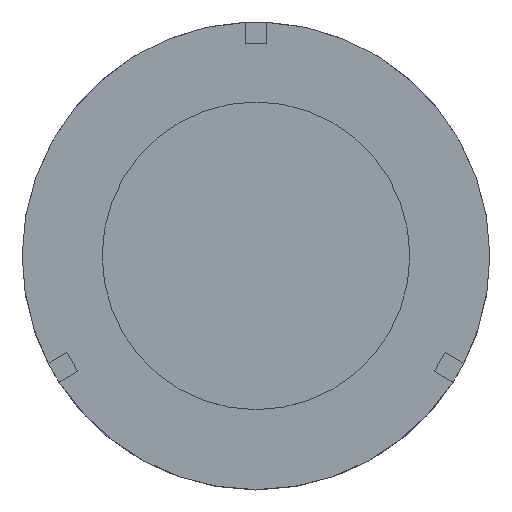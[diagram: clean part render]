
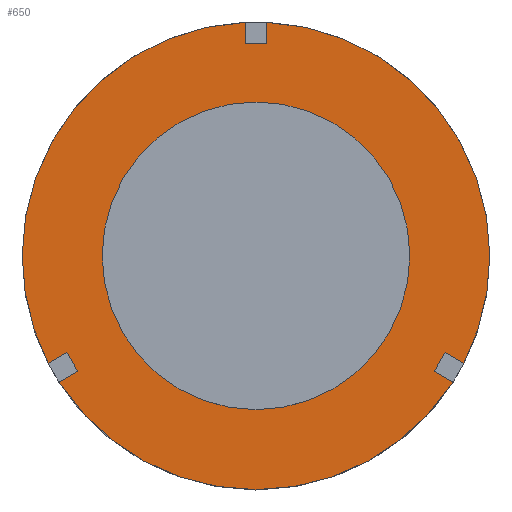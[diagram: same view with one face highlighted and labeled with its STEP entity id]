
A CAD part, top view. The second image highlights one B-rep face of the part: STEP entity #650.
In plain terms, the highlighted planar face has unit normal (0, 0, 1).
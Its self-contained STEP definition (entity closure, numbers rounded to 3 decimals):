
#11 = DIRECTION ( 'NONE',  ( 1., 0., 0. ) ) ;
#13 = EDGE_CURVE ( 'NONE', #631, #334, #946, .T. ) ;
#27 = CARTESIAN_POINT ( 'NONE',  ( 0., 0., 194.5 ) ) ;
#33 = CARTESIAN_POINT ( 'NONE',  ( -81.937, -53.08, 194.5 ) ) ;
#35 = ORIENTED_EDGE ( 'NONE', *, *, #92, .T. ) ;
#36 = VERTEX_POINT ( 'NONE', #490 ) ;
#39 = VECTOR ( 'NONE', #1096, 1000. ) ;
#41 = EDGE_CURVE ( 'NONE', #36, #788, #708, .T. ) ;
#62 = DIRECTION ( 'NONE',  ( 1., 0., 0. ) ) ;
#75 = CIRCLE ( 'NONE', #908, 70.725 ) ;
#92 = EDGE_CURVE ( 'NONE', #884, #517, #1042, .T. ) ;
#93 = CARTESIAN_POINT ( 'NONE',  ( -70.725, 0., 194.5 ) ) ;
#103 = CARTESIAN_POINT ( 'NONE',  ( 107.5, 0., 194.5 ) ) ;
#117 = VERTEX_POINT ( 'NONE', #421 ) ;
#118 = CARTESIAN_POINT ( 'NONE',  ( 0., 0., 194.5 ) ) ;
#129 = AXIS2_PLACEMENT_3D ( 'NONE', #676, #686, #937 ) ;
#134 = CARTESIAN_POINT ( 'NONE',  ( -5., 97.5, 194.5 ) ) ;
#139 = LINE ( 'NONE', #1006, #549 ) ;
#157 = CARTESIAN_POINT ( 'NONE',  ( 70.725, 0., 194.5 ) ) ;
#161 = VECTOR ( 'NONE', #659, 1000. ) ;
#167 = ORIENTED_EDGE ( 'NONE', *, *, #584, .F. ) ;
#168 = VERTEX_POINT ( 'NONE', #468 ) ;
#178 = DIRECTION ( 'NONE',  ( 1., 0., 0. ) ) ;
#181 = ORIENTED_EDGE ( 'NONE', *, *, #918, .T. ) ;
#206 = DIRECTION ( 'NONE',  ( 0., 1., 0. ) ) ;
#213 = LINE ( 'NONE', #228, #1094 ) ;
#227 = ORIENTED_EDGE ( 'NONE', *, *, #13, .F. ) ;
#228 = CARTESIAN_POINT ( 'NONE',  ( -81.937, -53.08, 194.5 ) ) ;
#229 = DIRECTION ( 'NONE',  ( 0., 0., 1. ) ) ;
#248 = CARTESIAN_POINT ( 'NONE',  ( -95.497, -49.362, 194.5 ) ) ;
#259 = VECTOR ( 'NONE', #343, 1000. ) ;
#264 = DIRECTION ( 'NONE',  ( 0., 0., 1. ) ) ;
#275 = CARTESIAN_POINT ( 'NONE',  ( -5., 107.384, 194.5 ) ) ;
#276 = EDGE_CURVE ( 'NONE', #783, #741, #589, .T. ) ;
#279 = CIRCLE ( 'NONE', #333, 107.5 ) ;
#314 = CARTESIAN_POINT ( 'NONE',  ( 0., 0., 194.5 ) ) ;
#326 = EDGE_CURVE ( 'NONE', #552, #117, #1029, .T. ) ;
#333 = AXIS2_PLACEMENT_3D ( 'NONE', #118, #979, #62 ) ;
#334 = VERTEX_POINT ( 'NONE', #1019 ) ;
#335 = DIRECTION ( 'NONE',  ( 0., 0., 1. ) ) ;
#343 = DIRECTION ( 'NONE',  ( -0.866, 0.5, 0. ) ) ;
#344 = EDGE_CURVE ( 'NONE', #117, #478, #780, .T. ) ;
#379 = CARTESIAN_POINT ( 'NONE',  ( 5., 107.384, 194.5 ) ) ;
#385 = DIRECTION ( 'NONE',  ( 0., 0., 1. ) ) ;
#400 = DIRECTION ( 'NONE',  ( 1., 0., 0. ) ) ;
#421 = CARTESIAN_POINT ( 'NONE',  ( 81.937, -53.08, 194.5 ) ) ;
#425 = FACE_OUTER_BOUND ( 'NONE', #653, .T. ) ;
#427 = CARTESIAN_POINT ( 'NONE',  ( 81.937, -53.08, 194.5 ) ) ;
#449 = EDGE_CURVE ( 'NONE', #461, #478, #793, .T. ) ;
#461 = VERTEX_POINT ( 'NONE', #624 ) ;
#468 = CARTESIAN_POINT ( 'NONE',  ( 95.497, -49.362, 194.5 ) ) ;
#478 = VERTEX_POINT ( 'NONE', #1087 ) ;
#482 = ORIENTED_EDGE ( 'NONE', *, *, #860, .F. ) ;
#490 = CARTESIAN_POINT ( 'NONE',  ( -81.937, -53.08, 194.5 ) ) ;
#502 = EDGE_CURVE ( 'NONE', #788, #991, #139, .T. ) ;
#509 = CARTESIAN_POINT ( 'NONE',  ( -5., 0., 194.5 ) ) ;
#517 = VERTEX_POINT ( 'NONE', #379 ) ;
#521 = CARTESIAN_POINT ( 'NONE',  ( 0., 0., 194.5 ) ) ;
#525 = CARTESIAN_POINT ( 'NONE',  ( 86.937, -44.42, 194.5 ) ) ;
#527 = ORIENTED_EDGE ( 'NONE', *, *, #1010, .F. ) ;
#528 = VECTOR ( 'NONE', #206, 1000. ) ;
#535 = LINE ( 'NONE', #509, #39 ) ;
#549 = VECTOR ( 'NONE', #998, 1000. ) ;
#552 = VERTEX_POINT ( 'NONE', #887 ) ;
#559 = CARTESIAN_POINT ( 'NONE',  ( 86.937, -44.42, 194.5 ) ) ;
#578 = ORIENTED_EDGE ( 'NONE', *, *, #953, .T. ) ;
#583 = AXIS2_PLACEMENT_3D ( 'NONE', #157, #987, #862 ) ;
#584 = EDGE_CURVE ( 'NONE', #1086, #951, #1064, .T. ) ;
#589 = CIRCLE ( 'NONE', #1081, 107.5 ) ;
#612 = DIRECTION ( 'NONE',  ( 1., 0., 0. ) ) ;
#614 = ORIENTED_EDGE ( 'NONE', *, *, #276, .T. ) ;
#624 = CARTESIAN_POINT ( 'NONE',  ( -90.497, -58.022, 194.5 ) ) ;
#626 = CARTESIAN_POINT ( 'NONE',  ( -107.5, 0., 194.5 ) ) ;
#631 = VERTEX_POINT ( 'NONE', #134 ) ;
#639 = DIRECTION ( 'NONE',  ( 0.866, 0.5, 0. ) ) ;
#643 = ORIENTED_EDGE ( 'NONE', *, *, #326, .F. ) ;
#650 = ADVANCED_FACE ( 'NONE', ( #679, #425 ), #1098, .T. ) ;
#652 = AXIS2_PLACEMENT_3D ( 'NONE', #314, #335, #11 ) ;
#653 = EDGE_LOOP ( 'NONE', ( #643, #527, #181, #35, #886, #227, #578, #614, #1077, #808, #976, #482, #978, #997 ) ) ;
#659 = DIRECTION ( 'NONE',  ( -0.5, 0.866, 0. ) ) ;
#666 = EDGE_CURVE ( 'NONE', #951, #1086, #75, .T. ) ;
#675 = CARTESIAN_POINT ( 'NONE',  ( -5., 97.5, 194.5 ) ) ;
#676 = CARTESIAN_POINT ( 'NONE',  ( 0., 0., 194.5 ) ) ;
#679 = FACE_BOUND ( 'NONE', #790, .T. ) ;
#686 = DIRECTION ( 'NONE',  ( 0., 0., 1. ) ) ;
#708 = LINE ( 'NONE', #33, #161 ) ;
#729 = AXIS2_PLACEMENT_3D ( 'NONE', #1043, #385, #763 ) ;
#741 = VERTEX_POINT ( 'NONE', #626 ) ;
#758 = VECTOR ( 'NONE', #765, 1000. ) ;
#763 = DIRECTION ( 'NONE',  ( 1., 0., 0. ) ) ;
#765 = DIRECTION ( 'NONE',  ( 0.866, -0.5, 0. ) ) ;
#776 = CARTESIAN_POINT ( 'NONE',  ( 70.725, 0., 194.5 ) ) ;
#780 = LINE ( 'NONE', #427, #758 ) ;
#783 = VERTEX_POINT ( 'NONE', #275 ) ;
#788 = VERTEX_POINT ( 'NONE', #825 ) ;
#790 = EDGE_LOOP ( 'NONE', ( #167, #956 ) ) ;
#793 = CIRCLE ( 'NONE', #129, 107.5 ) ;
#797 = VECTOR ( 'NONE', #178, 1000. ) ;
#808 = ORIENTED_EDGE ( 'NONE', *, *, #502, .F. ) ;
#825 = CARTESIAN_POINT ( 'NONE',  ( -86.937, -44.42, 194.5 ) ) ;
#850 = AXIS2_PLACEMENT_3D ( 'NONE', #27, #229, #400 ) ;
#851 = DIRECTION ( 'NONE',  ( 0., 0., 1. ) ) ;
#859 = LINE ( 'NONE', #559, #259 ) ;
#860 = EDGE_CURVE ( 'NONE', #461, #36, #213, .T. ) ;
#862 = DIRECTION ( 'NONE',  ( 1., 0., 0. ) ) ;
#869 = CARTESIAN_POINT ( 'NONE',  ( 0., 0., 194.5 ) ) ;
#882 = EDGE_CURVE ( 'NONE', #741, #991, #889, .T. ) ;
#884 = VERTEX_POINT ( 'NONE', #103 ) ;
#886 = ORIENTED_EDGE ( 'NONE', *, *, #916, .F. ) ;
#887 = CARTESIAN_POINT ( 'NONE',  ( 86.937, -44.42, 194.5 ) ) ;
#889 = CIRCLE ( 'NONE', #652, 107.5 ) ;
#899 = CARTESIAN_POINT ( 'NONE',  ( 5., 97.5, 194.5 ) ) ;
#908 = AXIS2_PLACEMENT_3D ( 'NONE', #521, #264, #612 ) ;
#916 = EDGE_CURVE ( 'NONE', #334, #517, #965, .T. ) ;
#918 = EDGE_CURVE ( 'NONE', #168, #884, #279, .T. ) ;
#937 = DIRECTION ( 'NONE',  ( 1., 0., 0. ) ) ;
#938 = DIRECTION ( 'NONE',  ( -0.5, -0.866, 0. ) ) ;
#945 = VECTOR ( 'NONE', #938, 1000. ) ;
#946 = LINE ( 'NONE', #675, #797 ) ;
#951 = VERTEX_POINT ( 'NONE', #93 ) ;
#953 = EDGE_CURVE ( 'NONE', #631, #783, #535, .T. ) ;
#956 = ORIENTED_EDGE ( 'NONE', *, *, #666, .F. ) ;
#965 = LINE ( 'NONE', #899, #528 ) ;
#976 = ORIENTED_EDGE ( 'NONE', *, *, #41, .F. ) ;
#978 = ORIENTED_EDGE ( 'NONE', *, *, #449, .T. ) ;
#979 = DIRECTION ( 'NONE',  ( 0., 0., 1. ) ) ;
#987 = DIRECTION ( 'NONE',  ( 0., 0., 1. ) ) ;
#991 = VERTEX_POINT ( 'NONE', #248 ) ;
#997 = ORIENTED_EDGE ( 'NONE', *, *, #344, .F. ) ;
#998 = DIRECTION ( 'NONE',  ( -0.866, -0.5, 0. ) ) ;
#1006 = CARTESIAN_POINT ( 'NONE',  ( -86.937, -44.42, 194.5 ) ) ;
#1010 = EDGE_CURVE ( 'NONE', #168, #552, #859, .T. ) ;
#1019 = CARTESIAN_POINT ( 'NONE',  ( 5., 97.5, 194.5 ) ) ;
#1029 = LINE ( 'NONE', #525, #945 ) ;
#1042 = CIRCLE ( 'NONE', #850, 107.5 ) ;
#1043 = CARTESIAN_POINT ( 'NONE',  ( 0., 0., 194.5 ) ) ;
#1064 = CIRCLE ( 'NONE', #729, 70.725 ) ;
#1077 = ORIENTED_EDGE ( 'NONE', *, *, #882, .T. ) ;
#1081 = AXIS2_PLACEMENT_3D ( 'NONE', #869, #851, #1093 ) ;
#1086 = VERTEX_POINT ( 'NONE', #776 ) ;
#1087 = CARTESIAN_POINT ( 'NONE',  ( 90.497, -58.022, 194.5 ) ) ;
#1093 = DIRECTION ( 'NONE',  ( 1., 0., 0. ) ) ;
#1094 = VECTOR ( 'NONE', #639, 1000. ) ;
#1096 = DIRECTION ( 'NONE',  ( 0., 1., 0. ) ) ;
#1098 = PLANE ( 'NONE',  #583 ) ;
